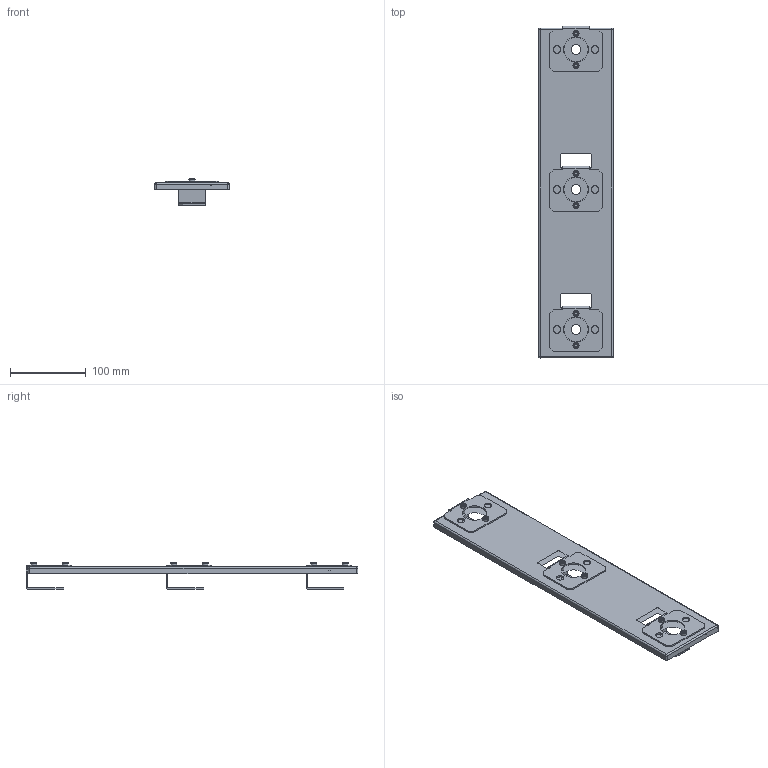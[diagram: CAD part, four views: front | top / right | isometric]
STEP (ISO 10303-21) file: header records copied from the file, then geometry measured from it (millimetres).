
FILE_DESCRIPTION((''),'2;1');
FILE_NAME('DA-ZLBM00-185','2022-08-10T16:21:56',('XYS'),(''),'CREO PARAMETRIC BY PTC INC, 2016390','CREO PARAMETRIC BY PTC INC, 2016390','');
FILE_SCHEMA(('CONFIG_CONTROL_DESIGN'));
Length unit declared in the file: millimetre
Products named in the file (1): DA-ZLBM00-185
Bounding box: 99 x 438.69 x 35.5 mm (x, y, z)
Surface area: 123581.4 mm2 (no closed solid volume)
Topology: 0 solids, 10 shells, 282 faces, 821 edges, 567 vertices
Faces by surface type: cylinder 152, plane 90, torus 24, cone 12, sphere 4
Entity records: 9636 total; most frequent: DIRECTION 1792, CARTESIAN_POINT 1687, ORIENTED_EDGE 1534, EDGE_CURVE 817, AXIS2_PLACEMENT_3D 697, VERTEX_POINT 567, CIRCLE 415, VECTOR 398
